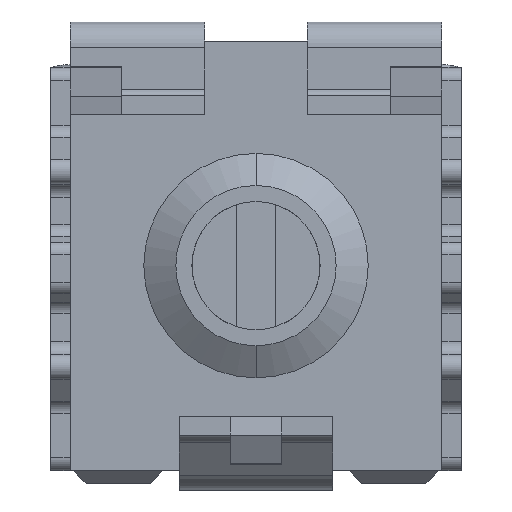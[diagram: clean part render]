
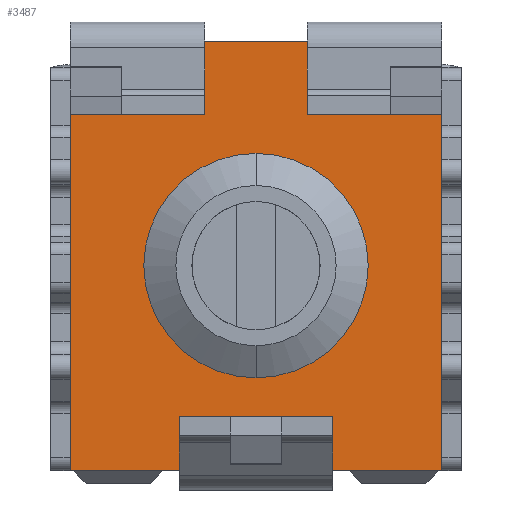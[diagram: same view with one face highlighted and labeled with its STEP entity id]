
A CAD part, front view. The second image highlights one B-rep face of the part: STEP entity #3487.
In plain terms, the highlighted planar face has unit normal (0, -1, 0).
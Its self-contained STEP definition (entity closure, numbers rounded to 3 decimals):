
#30 = CIRCLE ( 'NONE', #5229, 1.75 ) ;
#97 = FACE_OUTER_BOUND ( 'NONE', #3579, .T. ) ;
#102 = ORIENTED_EDGE ( 'NONE', *, *, #3540, .F. ) ;
#253 = DIRECTION ( 'NONE',  ( -1., 0., 0. ) ) ;
#383 = VERTEX_POINT ( 'NONE', #5857 ) ;
#719 = CARTESIAN_POINT ( 'NONE',  ( 2.9, 2., -3.35 ) ) ;
#729 = DIRECTION ( 'NONE',  ( 0., -1., 0. ) ) ;
#1230 = LINE ( 'NONE', #2509, #3381 ) ;
#1272 = PLANE ( 'NONE',  #4406 ) ;
#1313 = DIRECTION ( 'NONE',  ( 0., -1., 0. ) ) ;
#1487 = ORIENTED_EDGE ( 'NONE', *, *, #6450, .T. ) ;
#1645 = CARTESIAN_POINT ( 'NONE',  ( 3.2, 2., 3.35 ) ) ;
#1683 = CARTESIAN_POINT ( 'NONE',  ( 0., 2., 1.6 ) ) ;
#1784 = VECTOR ( 'NONE', #253, 1000. ) ;
#2056 = CARTESIAN_POINT ( 'NONE',  ( 0., 2., 0. ) ) ;
#2102 = ORIENTED_EDGE ( 'NONE', *, *, #7937, .F. ) ;
#2176 = LINE ( 'NONE', #1645, #1784 ) ;
#2208 = VERTEX_POINT ( 'NONE', #2527 ) ;
#2422 = ORIENTED_EDGE ( 'NONE', *, *, #6365, .F. ) ;
#2494 = EDGE_CURVE ( 'NONE', #2980, #6748, #1230, .T. ) ;
#2509 = CARTESIAN_POINT ( 'NONE',  ( -3.2, 2., -3.35 ) ) ;
#2527 = CARTESIAN_POINT ( 'NONE',  ( -2.9, 2., 3.35 ) ) ;
#2535 = AXIS2_PLACEMENT_3D ( 'NONE', #5177, #1313, #2671 ) ;
#2631 = CARTESIAN_POINT ( 'NONE',  ( -2.9, 2., -3.35 ) ) ;
#2661 = CARTESIAN_POINT ( 'NONE',  ( -2.9, 2., 3.35 ) ) ;
#2671 = DIRECTION ( 'NONE',  ( 0., 0., -1. ) ) ;
#2980 = VERTEX_POINT ( 'NONE', #2631 ) ;
#3174 = DIRECTION ( 'NONE',  ( 1., 0., 0. ) ) ;
#3381 = VECTOR ( 'NONE', #3174, 1000. ) ;
#3409 = CARTESIAN_POINT ( 'NONE',  ( 2.9, 2., 3.35 ) ) ;
#3487 = ADVANCED_FACE ( 'NONE', ( #97, #4434 ), #1272, .T. ) ;
#3540 = EDGE_CURVE ( 'NONE', #3741, #5869, #3736, .T. ) ;
#3574 = DIRECTION ( 'NONE',  ( 0., 0., -1. ) ) ;
#3579 = EDGE_LOOP ( 'NONE', ( #6218, #4274, #2102, #1487 ) ) ;
#3580 = DIRECTION ( 'NONE',  ( 0., 0., -1. ) ) ;
#3736 = CIRCLE ( 'NONE', #2535, 1.75 ) ;
#3741 = VERTEX_POINT ( 'NONE', #5754 ) ;
#4211 = LINE ( 'NONE', #3409, #4326 ) ;
#4274 = ORIENTED_EDGE ( 'NONE', *, *, #2494, .T. ) ;
#4326 = VECTOR ( 'NONE', #3574, 1000. ) ;
#4406 = AXIS2_PLACEMENT_3D ( 'NONE', #2056, #729, #7022 ) ;
#4434 = FACE_BOUND ( 'NONE', #6441, .T. ) ;
#4461 = VECTOR ( 'NONE', #5208, 1000. ) ;
#4504 = LINE ( 'NONE', #2661, #4461 ) ;
#5176 = DIRECTION ( 'NONE',  ( 0., -1., 0. ) ) ;
#5177 = CARTESIAN_POINT ( 'NONE',  ( 0., 2., -0.15 ) ) ;
#5208 = DIRECTION ( 'NONE',  ( 0., 0., 1. ) ) ;
#5229 = AXIS2_PLACEMENT_3D ( 'NONE', #5806, #5176, #3580 ) ;
#5754 = CARTESIAN_POINT ( 'NONE',  ( 0., 2., -1.9 ) ) ;
#5806 = CARTESIAN_POINT ( 'NONE',  ( 0., 2., -0.15 ) ) ;
#5857 = CARTESIAN_POINT ( 'NONE',  ( 2.9, 2., 3.35 ) ) ;
#5869 = VERTEX_POINT ( 'NONE', #1683 ) ;
#6218 = ORIENTED_EDGE ( 'NONE', *, *, #7873, .F. ) ;
#6365 = EDGE_CURVE ( 'NONE', #5869, #3741, #30, .T. ) ;
#6441 = EDGE_LOOP ( 'NONE', ( #2422, #102 ) ) ;
#6450 = EDGE_CURVE ( 'NONE', #383, #2208, #2176, .T. ) ;
#6748 = VERTEX_POINT ( 'NONE', #719 ) ;
#7022 = DIRECTION ( 'NONE',  ( 0., 0., -1. ) ) ;
#7873 = EDGE_CURVE ( 'NONE', #2980, #2208, #4504, .T. ) ;
#7937 = EDGE_CURVE ( 'NONE', #383, #6748, #4211, .T. ) ;
